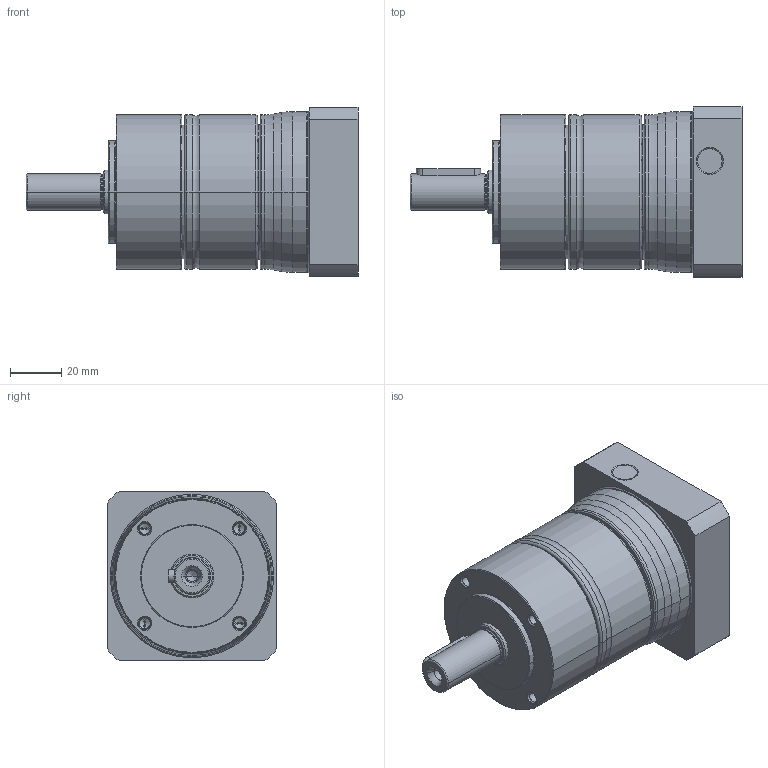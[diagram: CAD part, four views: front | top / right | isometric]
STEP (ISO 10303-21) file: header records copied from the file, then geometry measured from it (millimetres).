
FILE_DESCRIPTION((''),'2;1');
FILE_NAME('PG2-060_1ST_14-P0411304911_ASM','2024-03-15T',('Administrator'),(''),'PRO/ENGINEER BY PARAMETRIC TECHNOLOGY CORPORATION, 2015240','PRO/ENGINEER BY PARAMETRIC TECHNOLOGY CORPORATION, 2015240','');
FILE_SCHEMA(('CONFIG_CONTROL_DESIGN'));
Length unit declared in the file: millimetre
Products named in the file (9): P1324210201_D; P0250220001_D; P1325210001_D; P0350201101_D; P0503300005_D; P0941202001_D; PG2-060_1ST_14_ASM; P0411304911-0001; PG2-060_1ST_14-P0411304911_ASM
Assembly tree (8 placements, depth 3):
  PG2-060_1ST_14-P0411304911_ASM
    PG2-060_1ST_14_ASM
      P1324210201_D
      P0250220001_D
      P1325210001_D
      P0350201101_D
      P0503300005_D
      P0941202001_D
    P0411304911-0001
Bounding box: 129 x 66 x 66 mm (x, y, z)
Volume: 224769.5 mm3; surface area: 62334.6 mm2
Topology: 7 solids, 17 shells, 299 faces, 702 edges, 434 vertices
Faces by surface type: cylinder 123, plane 72, cone 48, torus 38, bspline 18
Entity records: 13278 total; most frequent: CARTESIAN_POINT 6171, DIRECTION 1566, ORIENTED_EDGE 1324, EDGE_CURVE 682, AXIS2_PLACEMENT_3D 654, VERTEX_POINT 434, EDGE_LOOP 352, CIRCLE 342
